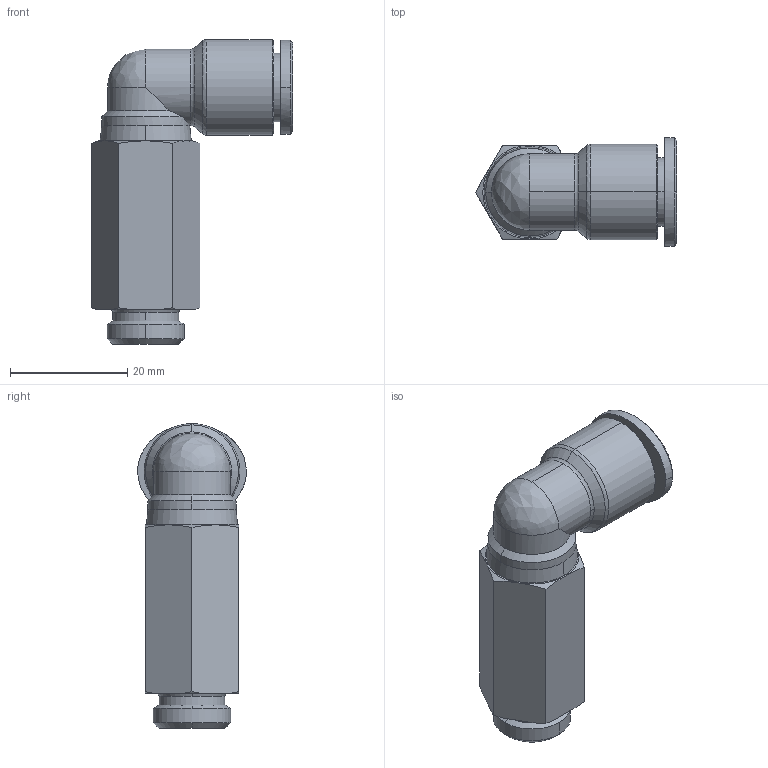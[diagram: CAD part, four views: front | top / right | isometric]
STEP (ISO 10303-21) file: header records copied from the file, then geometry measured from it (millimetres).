
FILE_DESCRIPTION (( 'STEP AP214' ), '1' );
FILE_NAME ('PLL10-G02.stp', '2015-09-11T14:30:25', ( '' ), ( '' ), 'SwSTEP 2.0', 'SolidWorks 2015', '' );
FILE_SCHEMA (( 'AUTOMOTIVE_DESIGN' ));
Length unit declared in the file: millimetre
Products named in the file (2): ｦ+ﾃｦ1; PLL10-G02
Assembly tree (1 placements, depth 2):
  PLL10-G02
    ｦ+ﾃｦ1
Bounding box: 34.24 x 18.5 x 51.95 mm (x, y, z)
Volume: 9088.9 mm3; surface area: 5721.6 mm2
Topology: 1 solids, 1 shells, 463 faces, 1313 edges, 869 vertices
Faces by surface type: plane 391, cone 37, cylinder 21, bspline 12, torus 2
Entity records: 16305 total; most frequent: CARTESIAN_POINT 3553, ORIENTED_EDGE 2624, DIRECTION 2277, EDGE_CURVE 1312, VECTOR 1157, LINE 1157, VERTEX_POINT 869, AXIS2_PLACEMENT_3D 560
